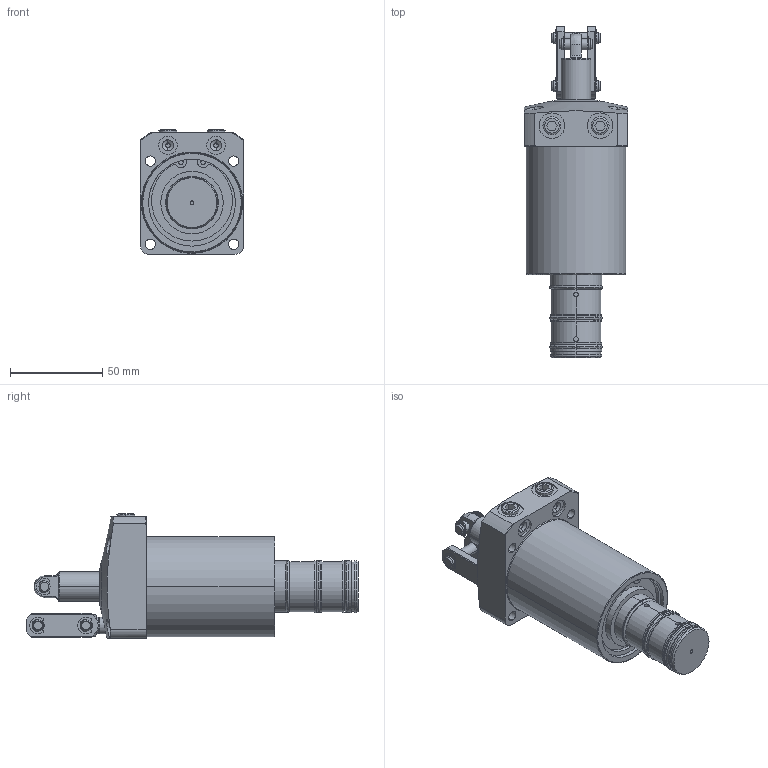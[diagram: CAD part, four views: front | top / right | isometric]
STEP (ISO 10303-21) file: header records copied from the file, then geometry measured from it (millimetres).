
FILE_DESCRIPTION (( 'STEP AP203' ), '1' );
FILE_NAME ('WCE1601-2GCM.STEP', '2019-09-24T06:37:50', ( '微软用户' ), ( '微软中国' ), 'SwSTEP 2.0', 'SolidWorks 2012', '' );
FILE_SCHEMA (( 'CONFIG_CONTROL_DESIGN' ));
Length unit declared in the file: millimetre
Products named in the file (10): WCE1601-2GCM; Rネジ1_8; WCE1601-M_肵巍催獉; ETW-4; LJ0480_嵋裡葨凰_4L50905-00; 4L50946-00咂搘2; 4L50945-00咂搘1; WCE1600_咂衝椳紕_; WCE1600_菛巍催獉; WCE1600_槭暌溛
Assembly tree (17 placements, depth 2):
  WCE1601-2GCM
    WCE1600_槭暌溛
    WCE1600_菛巍催獉
    WCE1600_咂衝椳紕_
    4L50945-00咂搘1
    4L50946-00咂搘2  x2
    LJ0480_嵋裡葨凰_4L50905-00  x2
    ETW-4  x6
    WCE1601-M_肵巍催獉
    Rネジ1_8  x2
Bounding box: 56 x 179.5 x 67.5 mm (x, y, z)
Volume: 267066.4 mm3; surface area: 46832.2 mm2
Topology: 20 solids, 21 shells, 568 faces, 1393 edges, 901 vertices
Faces by surface type: cylinder 294, plane 168, cone 79, bspline 27
Entity records: 12876 total; most frequent: CARTESIAN_POINT 3168, DIRECTION 1901, ORIENTED_EDGE 1674, EDGE_CURVE 837, AXIS2_PLACEMENT_3D 784, VERTEX_POINT 535, CIRCLE 434, EDGE_LOOP 416
